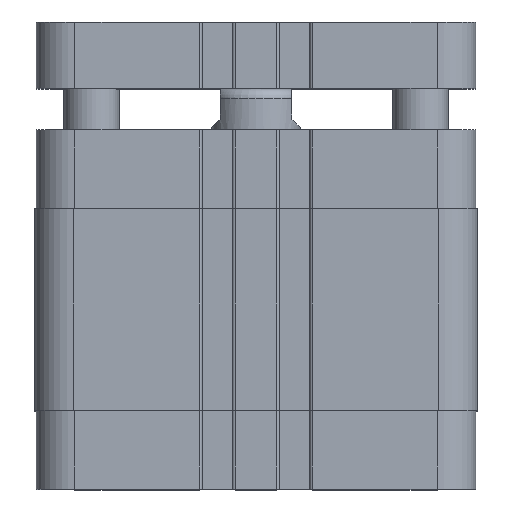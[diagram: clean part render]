
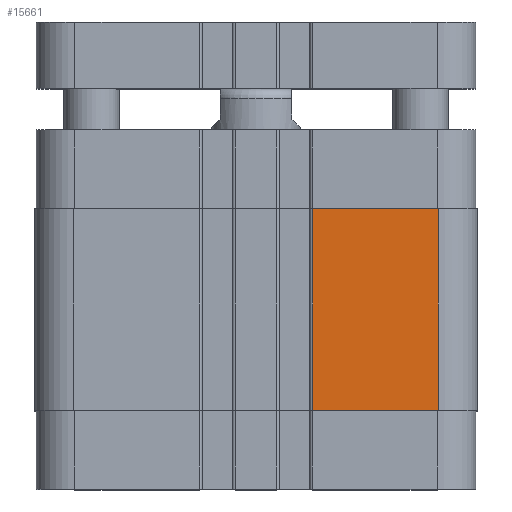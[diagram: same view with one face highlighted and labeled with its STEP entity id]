
A CAD part, top view. The second image highlights one B-rep face of the part: STEP entity #15661.
In plain terms, the highlighted planar face has unit normal (0, 0, 1).
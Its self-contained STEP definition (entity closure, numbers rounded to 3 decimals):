
#12498=CARTESIAN_POINT('',(10.25,18.25,40.));
#12499=VERTEX_POINT('',#12498);
#12507=CARTESIAN_POINT('',(33.,18.25,40.));
#12508=VERTEX_POINT('',#12507);
#12509=CARTESIAN_POINT('',(33.,18.25,40.));
#12510=DIRECTION('',(-1.0,0.0,0.0));
#12511=VECTOR('',#12510,22.75);
#12512=LINE('',#12509,#12511);
#12513=EDGE_CURVE('',#12508,#12499,#12512,.T.);
#14851=CARTESIAN_POINT('',(33.,-18.25,40.));
#14852=VERTEX_POINT('',#14851);
#14860=CARTESIAN_POINT('',(10.25,-18.25,40.));
#14861=VERTEX_POINT('',#14860);
#14862=CARTESIAN_POINT('',(10.25,-18.25,40.));
#14863=DIRECTION('',(1.0,0.0,0.0));
#14864=VECTOR('',#14863,22.75);
#14865=LINE('',#14862,#14864);
#14866=EDGE_CURVE('',#14861,#14852,#14865,.T.);
#15634=CARTESIAN_POINT('',(33.,-18.25,40.));
#15635=DIRECTION('',(0.0,1.0,0.0));
#15636=VECTOR('',#15635,36.5);
#15637=LINE('',#15634,#15636);
#15638=EDGE_CURVE('',#14852,#12508,#15637,.T.);
#15645=CARTESIAN_POINT('',(33.,0.0,40.));
#15646=DIRECTION('',(0.0,0.0,1.0));
#15647=DIRECTION('',(1.0,0.0,0.0));
#15648=AXIS2_PLACEMENT_3D('',#15645,#15646,#15647);
#15649=PLANE('',#15648);
#15650=ORIENTED_EDGE('',*,*,#12513,.T.);
#15651=CARTESIAN_POINT('',(10.25,-18.25,40.));
#15652=DIRECTION('',(0.0,1.0,0.0));
#15653=VECTOR('',#15652,36.5);
#15654=LINE('',#15651,#15653);
#15655=EDGE_CURVE('',#14861,#12499,#15654,.T.);
#15656=ORIENTED_EDGE('',*,*,#15655,.F.);
#15657=ORIENTED_EDGE('',*,*,#14866,.T.);
#15658=ORIENTED_EDGE('',*,*,#15638,.T.);
#15659=EDGE_LOOP('',(#15650,#15656,#15657,#15658));
#15660=FACE_OUTER_BOUND('',#15659,.T.);
#15661=ADVANCED_FACE('',(#15660),#15649,.T.);
